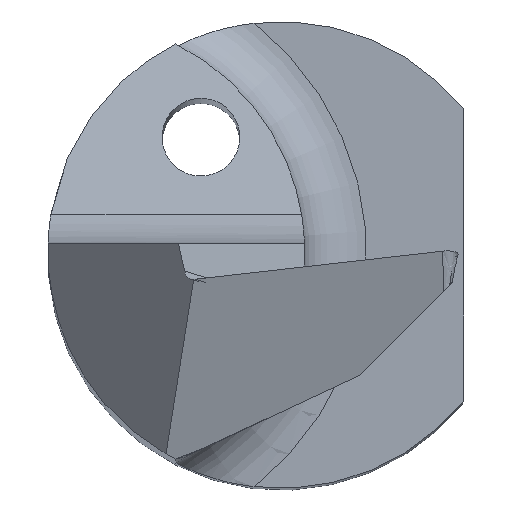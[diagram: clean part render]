
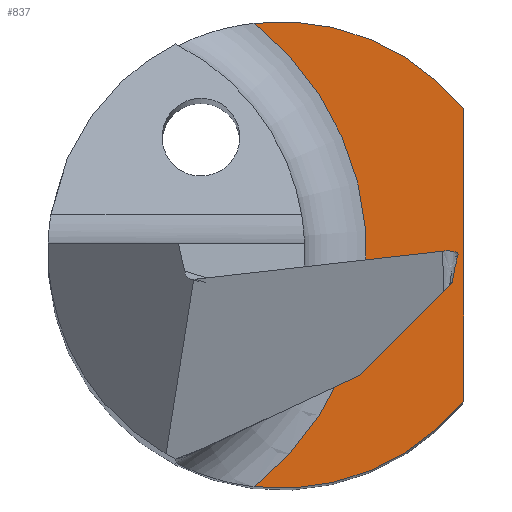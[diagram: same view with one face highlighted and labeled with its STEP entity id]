
A CAD part, top view. The second image highlights one B-rep face of the part: STEP entity #837.
In plain terms, the highlighted planar face has unit normal (0, 0, 1).
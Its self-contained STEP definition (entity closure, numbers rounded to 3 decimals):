
#5 = CIRCLE ( 'NONE', #329, 3.787 ) ;
#30 = DIRECTION ( 'NONE',  ( 0., 0., 1. ) ) ;
#49 = DIRECTION ( 'NONE',  ( 0., 1., 0. ) ) ;
#178 = DIRECTION ( 'NONE',  ( 0., 0., 1. ) ) ;
#186 = CARTESIAN_POINT ( 'NONE',  ( -0.35, 2.98, 15. ) ) ;
#195 = DIRECTION ( 'NONE',  ( 1., 0., 0. ) ) ;
#215 = EDGE_LOOP ( 'NONE', ( #434, #533, #1038, #683 ) ) ;
#218 = DIRECTION ( 'NONE',  ( 1., 0., 0. ) ) ;
#240 = CARTESIAN_POINT ( 'NONE',  ( 2.35, 0.5, 15. ) ) ;
#248 = DIRECTION ( 'NONE',  ( 1., 0., 0. ) ) ;
#252 = AXIS2_PLACEMENT_3D ( 'NONE', #874, #30, #218 ) ;
#282 = CARTESIAN_POINT ( 'NONE',  ( 2.35, 1.865, 15. ) ) ;
#325 = FACE_OUTER_BOUND ( 'NONE', #215, .T. ) ;
#329 = AXIS2_PLACEMENT_3D ( 'NONE', #452, #374, #248 ) ;
#335 = EDGE_CURVE ( 'NONE', #1082, #573, #654, .T. ) ;
#343 = EDGE_CURVE ( 'NONE', #440, #1082, #5, .T. ) ;
#374 = DIRECTION ( 'NONE',  ( 0., 0., -1. ) ) ;
#427 = CIRCLE ( 'NONE', #1091, 3. ) ;
#431 = EDGE_CURVE ( 'NONE', #1164, #440, #427, .T. ) ;
#434 = ORIENTED_EDGE ( 'NONE', *, *, #431, .T. ) ;
#440 = VERTEX_POINT ( 'NONE', #186 ) ;
#452 = CARTESIAN_POINT ( 'NONE',  ( -2.687, 0., 15. ) ) ;
#509 = VECTOR ( 'NONE', #49, 1000. ) ;
#533 = ORIENTED_EDGE ( 'NONE', *, *, #343, .T. ) ;
#569 = EDGE_CURVE ( 'NONE', #573, #1164, #955, .T. ) ;
#573 = VERTEX_POINT ( 'NONE', #971 ) ;
#654 = CIRCLE ( 'NONE', #774, 3. ) ;
#661 = DIRECTION ( 'NONE',  ( 0., 0., 1. ) ) ;
#683 = ORIENTED_EDGE ( 'NONE', *, *, #569, .T. ) ;
#774 = AXIS2_PLACEMENT_3D ( 'NONE', #1172, #178, #907 ) ;
#837 = ADVANCED_FACE ( 'NONE', ( #325 ), #1041, .T. ) ;
#874 = CARTESIAN_POINT ( 'NONE',  ( 0., 0., 15. ) ) ;
#907 = DIRECTION ( 'NONE',  ( 1., 0., 0. ) ) ;
#955 = LINE ( 'NONE', #240, #509 ) ;
#971 = CARTESIAN_POINT ( 'NONE',  ( 2.35, -1.865, 15. ) ) ;
#1038 = ORIENTED_EDGE ( 'NONE', *, *, #335, .T. ) ;
#1041 = PLANE ( 'NONE',  #252 ) ;
#1082 = VERTEX_POINT ( 'NONE', #1087 ) ;
#1087 = CARTESIAN_POINT ( 'NONE',  ( -0.35, -2.98, 15. ) ) ;
#1091 = AXIS2_PLACEMENT_3D ( 'NONE', #1101, #661, #195 ) ;
#1101 = CARTESIAN_POINT ( 'NONE',  ( 0., 0., 15. ) ) ;
#1164 = VERTEX_POINT ( 'NONE', #282 ) ;
#1172 = CARTESIAN_POINT ( 'NONE',  ( 0., 0., 15. ) ) ;
